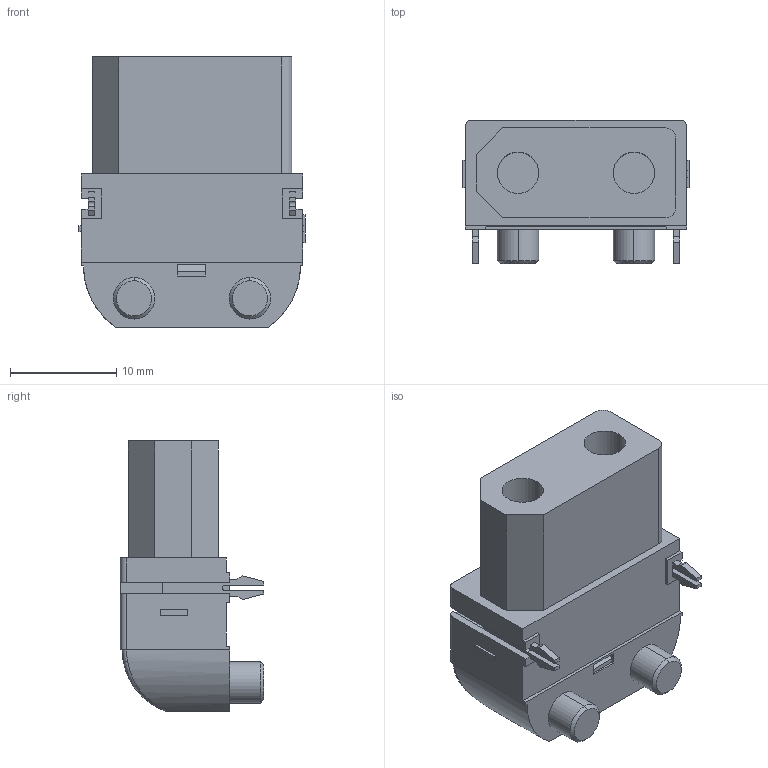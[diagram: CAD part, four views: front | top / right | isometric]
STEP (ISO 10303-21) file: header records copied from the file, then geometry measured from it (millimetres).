
FILE_DESCRIPTION (( 'STEP AP214' ), '1' );
FILE_NAME ('XT90PW-F.STEP', '2023-10-24T10:57:20', ( '' ), ( '' ), 'SwSTEP 2.0', 'SolidWorks 2021', '' );
FILE_SCHEMA (( 'AUTOMOTIVE_DESIGN' ));
Length unit declared in the file: millimetre
Products named in the file (2): XT90PW-F; XT90PW-F_XT90PW-F
Assembly tree (1 placements, depth 2):
  XT90PW-F
    XT90PW-F_XT90PW-F
Bounding box: 21.3 x 13.5 x 25.4 mm (x, y, z)
Volume: 4238.5 mm3; surface area: 3045.6 mm2
Topology: 5 solids, 5 shells, 137 faces, 357 edges, 234 vertices
Faces by surface type: plane 94, cylinder 27, torus 8, cone 4, bspline 4
Entity records: 4582 total; most frequent: CARTESIAN_POINT 1077, ORIENTED_EDGE 714, DIRECTION 691, EDGE_CURVE 357, LINE 273, VECTOR 273, VERTEX_POINT 234, AXIS2_PLACEMENT_3D 209
